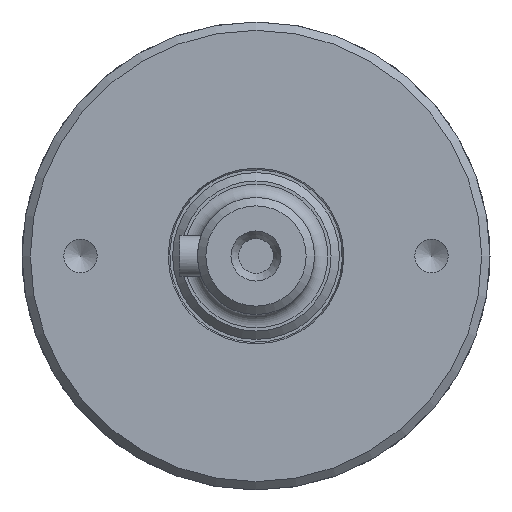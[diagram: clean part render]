
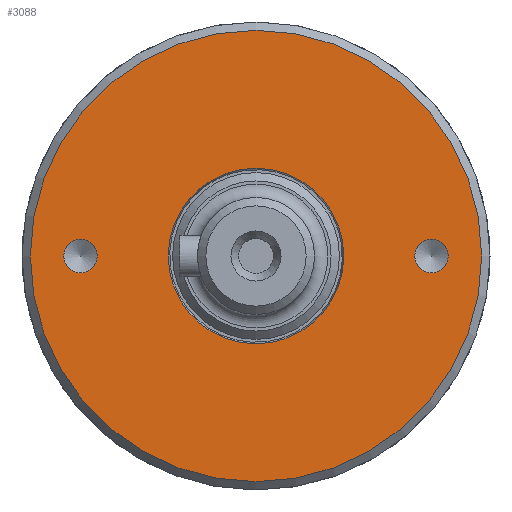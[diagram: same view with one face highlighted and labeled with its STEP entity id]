
A CAD part, left-side view. The second image highlights one B-rep face of the part: STEP entity #3088.
In plain terms, the highlighted planar face has unit normal (-1, 0, 0).
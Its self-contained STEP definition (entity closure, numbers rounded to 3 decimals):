
#69=FACE_BOUND('',#524,.T.);
#70=FACE_BOUND('',#525,.T.);
#71=FACE_BOUND('',#526,.T.);
#194=PLANE('',#3366);
#339=FACE_OUTER_BOUND('',#523,.T.);
#523=EDGE_LOOP('',(#2622,#2623));
#524=EDGE_LOOP('',(#2624,#2625));
#525=EDGE_LOOP('',(#2626,#2627));
#526=EDGE_LOOP('',(#2628,#2629));
#664=CIRCLE('',#3364,27.);
#665=CIRCLE('',#3365,27.);
#666=CIRCLE('',#3367,2.);
#667=CIRCLE('',#3368,2.);
#668=CIRCLE('',#3369,2.);
#669=CIRCLE('',#3370,2.);
#670=CIRCLE('',#3371,10.5);
#671=CIRCLE('',#3372,10.5);
#1457=VERTEX_POINT('',#5212);
#1458=VERTEX_POINT('',#5214);
#1459=VERTEX_POINT('',#5218);
#1460=VERTEX_POINT('',#5219);
#1461=VERTEX_POINT('',#5222);
#1462=VERTEX_POINT('',#5223);
#1463=VERTEX_POINT('',#5226);
#1464=VERTEX_POINT('',#5227);
#1858=EDGE_CURVE('',#1457,#1458,#664,.T.);
#1859=EDGE_CURVE('',#1458,#1457,#665,.T.);
#1860=EDGE_CURVE('',#1459,#1460,#666,.T.);
#1861=EDGE_CURVE('',#1460,#1459,#667,.T.);
#1862=EDGE_CURVE('',#1461,#1462,#668,.T.);
#1863=EDGE_CURVE('',#1462,#1461,#669,.T.);
#1864=EDGE_CURVE('',#1463,#1464,#670,.T.);
#1865=EDGE_CURVE('',#1464,#1463,#671,.T.);
#2622=ORIENTED_EDGE('',*,*,#1859,.F.);
#2623=ORIENTED_EDGE('',*,*,#1858,.F.);
#2624=ORIENTED_EDGE('',*,*,#1860,.T.);
#2625=ORIENTED_EDGE('',*,*,#1861,.T.);
#2626=ORIENTED_EDGE('',*,*,#1862,.T.);
#2627=ORIENTED_EDGE('',*,*,#1863,.T.);
#2628=ORIENTED_EDGE('',*,*,#1864,.T.);
#2629=ORIENTED_EDGE('',*,*,#1865,.T.);
#3088=ADVANCED_FACE('',(#339,#69,#70,#71),#194,.T.);
#3364=AXIS2_PLACEMENT_3D('',#5215,#4115,#4116);
#3365=AXIS2_PLACEMENT_3D('',#5216,#4117,#4118);
#3366=AXIS2_PLACEMENT_3D('',#5217,#4119,#4120);
#3367=AXIS2_PLACEMENT_3D('',#5220,#4121,#4122);
#3368=AXIS2_PLACEMENT_3D('',#5221,#4123,#4124);
#3369=AXIS2_PLACEMENT_3D('',#5224,#4125,#4126);
#3370=AXIS2_PLACEMENT_3D('',#5225,#4127,#4128);
#3371=AXIS2_PLACEMENT_3D('',#5228,#4129,#4130);
#3372=AXIS2_PLACEMENT_3D('',#5229,#4131,#4132);
#4115=DIRECTION('center_axis',(1.,0.,0.));
#4116=DIRECTION('ref_axis',(0.,-1.,0.));
#4117=DIRECTION('center_axis',(1.,0.,0.));
#4118=DIRECTION('ref_axis',(0.,-1.,0.));
#4119=DIRECTION('center_axis',(-1.,0.,0.));
#4120=DIRECTION('ref_axis',(0.,0.,-1.));
#4121=DIRECTION('center_axis',(1.,0.,0.));
#4122=DIRECTION('ref_axis',(0.,0.,-1.));
#4123=DIRECTION('center_axis',(1.,0.,0.));
#4124=DIRECTION('ref_axis',(0.,0.,-1.));
#4125=DIRECTION('center_axis',(1.,0.,0.));
#4126=DIRECTION('ref_axis',(0.,0.,-1.));
#4127=DIRECTION('center_axis',(1.,0.,0.));
#4128=DIRECTION('ref_axis',(0.,0.,-1.));
#4129=DIRECTION('center_axis',(1.,0.,0.));
#4130=DIRECTION('ref_axis',(0.,-1.,0.));
#4131=DIRECTION('center_axis',(1.,0.,0.));
#4132=DIRECTION('ref_axis',(0.,-1.,0.));
#5212=CARTESIAN_POINT('',(-101.2,27.,0.));
#5214=CARTESIAN_POINT('',(-101.2,-27.,0.));
#5215=CARTESIAN_POINT('Origin',(-101.2,0.,0.));
#5216=CARTESIAN_POINT('Origin',(-101.2,0.,0.));
#5217=CARTESIAN_POINT('Origin',(-101.2,-18.75,0.));
#5218=CARTESIAN_POINT('',(-101.2,-21.,-2.));
#5219=CARTESIAN_POINT('',(-101.2,-21.,2.));
#5220=CARTESIAN_POINT('Origin',(-101.2,-21.,0.));
#5221=CARTESIAN_POINT('Origin',(-101.2,-21.,0.));
#5222=CARTESIAN_POINT('',(-101.2,21.,-2.));
#5223=CARTESIAN_POINT('',(-101.2,21.,2.));
#5224=CARTESIAN_POINT('Origin',(-101.2,21.,0.));
#5225=CARTESIAN_POINT('Origin',(-101.2,21.,0.));
#5226=CARTESIAN_POINT('',(-101.2,-10.5,0.));
#5227=CARTESIAN_POINT('',(-101.2,10.5,0.));
#5228=CARTESIAN_POINT('Origin',(-101.2,0.,0.));
#5229=CARTESIAN_POINT('Origin',(-101.2,0.,0.));
